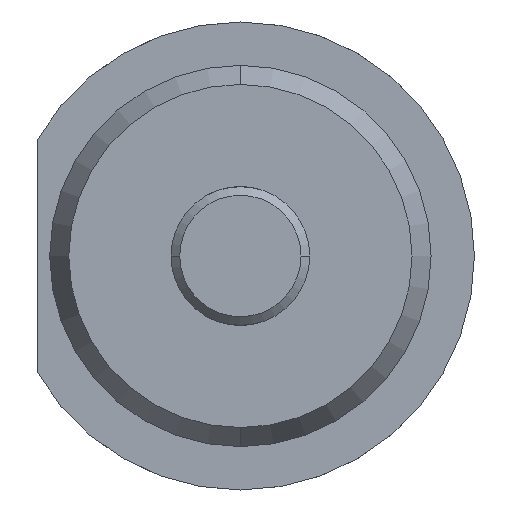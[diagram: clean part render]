
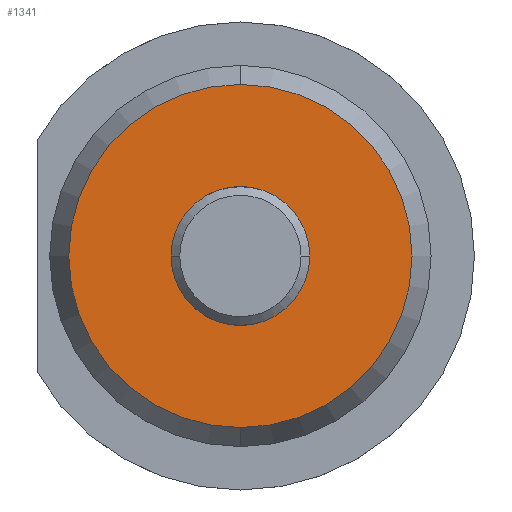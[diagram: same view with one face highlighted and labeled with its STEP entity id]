
A CAD part, left-side view. The second image highlights one B-rep face of the part: STEP entity #1341.
In plain terms, the highlighted planar face has unit normal (-1, 0, 0).
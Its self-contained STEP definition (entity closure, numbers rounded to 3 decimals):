
#185=CARTESIAN_POINT('',(-20.,0.,0.));
#186=DIRECTION('',(-1.,0.,0.));
#187=DIRECTION('',(0.,0.,1.));
#188=AXIS2_PLACEMENT_3D('',#185,#186,#187);
#190=CARTESIAN_POINT('',(-20.,0.,0.));
#191=DIRECTION('',(-1.,0.,0.));
#192=DIRECTION('',(0.,0.,-1.));
#193=AXIS2_PLACEMENT_3D('',#190,#191,#192);
#195=CARTESIAN_POINT('',(-20.,0.,0.));
#196=DIRECTION('',(-1.,0.,0.));
#197=DIRECTION('',(0.,1.,0.));
#198=AXIS2_PLACEMENT_3D('',#195,#196,#197);
#200=CARTESIAN_POINT('',(-20.,0.,0.));
#201=DIRECTION('',(-1.,0.,0.));
#202=DIRECTION('',(0.,-1.,0.));
#203=AXIS2_PLACEMENT_3D('',#200,#201,#202);
#790=CARTESIAN_POINT('',(-20.,0.,9.9));
#791=CARTESIAN_POINT('',(-20.,0.,-9.9));
#792=VERTEX_POINT('',#790);
#793=VERTEX_POINT('',#791);
#826=CARTESIAN_POINT('',(-20.,4.,0.));
#827=CARTESIAN_POINT('',(-20.,-4.,0.));
#828=VERTEX_POINT('',#826);
#829=VERTEX_POINT('',#827);
#1325=CARTESIAN_POINT('',(-20.,0.,0.));
#1326=DIRECTION('',(-1.,0.,0.));
#1327=DIRECTION('',(0.,0.,1.));
#1328=AXIS2_PLACEMENT_3D('',#1325,#1326,#1327);
#1329=PLANE('',#1328);
#1330=ORIENTED_EDGE('',*,*,#1308,.F.);
#1332=ORIENTED_EDGE('',*,*,#1331,.F.);
#1333=EDGE_LOOP('',(#1330,#1332));
#1334=FACE_OUTER_BOUND('',#1333,.F.);
#1336=ORIENTED_EDGE('',*,*,#1335,.T.);
#1338=ORIENTED_EDGE('',*,*,#1337,.T.);
#1339=EDGE_LOOP('',(#1336,#1338));
#1340=FACE_BOUND('',#1339,.F.);
#1341=ADVANCED_FACE('',(#1334,#1340),#1329,.T.);
#189=CIRCLE('',#188,9.9);
#194=CIRCLE('',#193,9.9);
#199=CIRCLE('',#198,4.);
#204=CIRCLE('',#203,4.);
#1308=EDGE_CURVE('',#792,#793,#189,.T.);
#1331=EDGE_CURVE('',#793,#792,#194,.T.);
#1335=EDGE_CURVE('',#828,#829,#199,.T.);
#1337=EDGE_CURVE('',#829,#828,#204,.T.);
